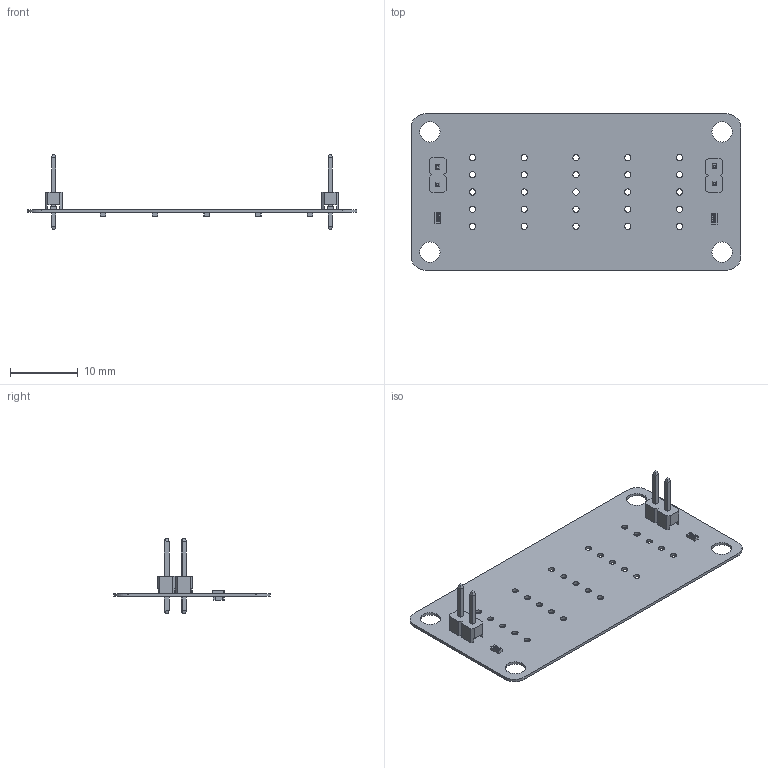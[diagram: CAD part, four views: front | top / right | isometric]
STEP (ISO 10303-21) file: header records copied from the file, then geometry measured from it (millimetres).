
FILE_DESCRIPTION(('Open CASCADE Model'),'2;1');
FILE_NAME('Open CASCADE Shape Model','2016-07-27T22:21:02',('Author'),( 'Open CASCADE'),'Open CASCADE STEP processor 6.8','Open CASCADE 6.8' ,'Unknown');
FILE_SCHEMA(('AUTOMOTIVE_DESIGN { 1 0 10303 214 1 1 1 1 }'));
Length unit declared in the file: millimetre
Products named in the file (16): PCB; Board; R2; R0603; R1; J2; 2pin; pin_header_aw140-eg-g02d; J1; C5; User_Library-cap_0603_lowprofile; C4; C3; C2; C1
Assembly tree (21 placements, depth 5):
  PCB
    Board
    R2
      R0603
    R1
      R0603
    J2
      2pin
        2pin
          pin_header_aw140-eg-g02d
    J1
      2pin
        2pin
          pin_header_aw140-eg-g02d
    C5
      User_Library-cap_0603_lowprofile
    C4
      User_Library-cap_0603_lowprofile
    C3
      User_Library-cap_0603_lowprofile
    C2
      User_Library-cap_0603_lowprofile
    C1
      User_Library-cap_0603_lowprofile
Bounding box: 48.77 x 23.12 x 11.2 mm (x, y, z)
Volume: 510.4 mm3; surface area: 2522.4 mm2
Topology: 12 solids, 12 shells, 537 faces, 1331 edges, 810 vertices
Faces by surface type: plane 254, cylinder 145, bspline 98, sphere 40
Full cylindrical faces by diameter (mm): 0.914 x25, 1.143 x4, 3 x4
Entity records: 26404 total; most frequent: CARTESIAN_POINT 13676, DIRECTION 1827, ORIENTED_EDGE 1150, PCURVE 1150, DEFINITIONAL_REPRESENTATION 1150, LINE 1091, VECTOR 1091, EDGE_CURVE 575
